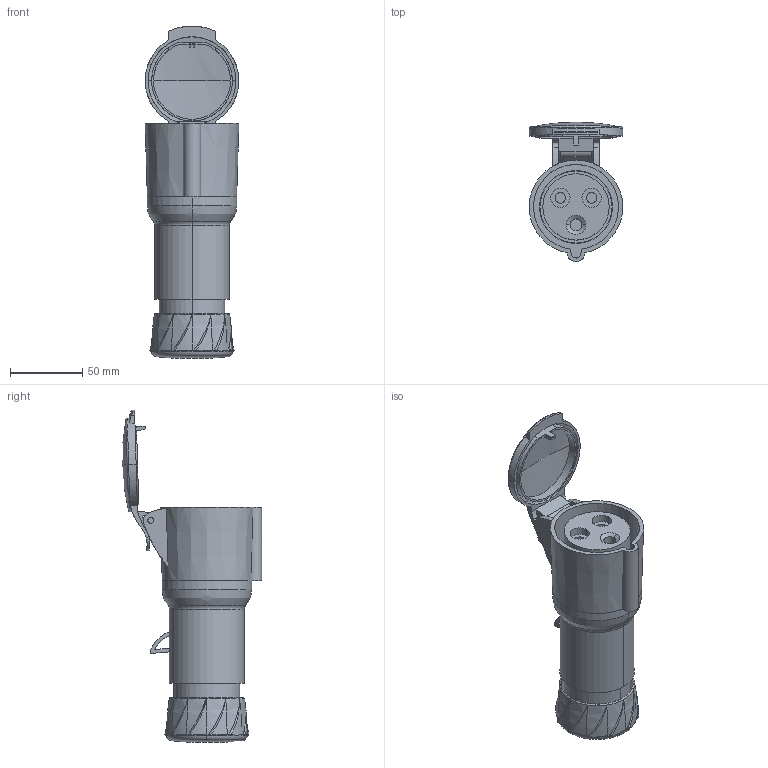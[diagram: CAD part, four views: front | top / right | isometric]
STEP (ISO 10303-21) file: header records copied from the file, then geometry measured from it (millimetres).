
FILE_DESCRIPTION((''),'2;1');
FILE_NAME('PKF32M423_3D-SIMPLIFIED_ASM','2022-11-08T09:09:13',('melanie.cordero'),(''),'CREO PARAMETRIC BY PTC INC, 2018260','CREO PARAMETRIC BY PTC INC, 2018260','');
FILE_SCHEMA(('CONFIG_CONTROL_DESIGN'));
Length unit declared in the file: millimetre
Products named in the file (8): PRT1; PRT2; PRT0001; PRT0002; PRT0003; BAS-2; PRT0004; PKF32M423_3D-SIMPLIFIED_ASM
Assembly tree (7 placements, depth 2):
  PKF32M423_3D-SIMPLIFIED_ASM
    PRT1
    PRT2
    PRT0001
    PRT0002
    PRT0003
    BAS-2
    PRT0004
Bounding box: 65 x 96.64 x 230.39 mm (x, y, z)
Volume: 239605.5 mm3; surface area: 114883 mm2
Topology: 8 solids, 8 shells, 321 faces, 884 edges, 591 vertices
Faces by surface type: cylinder 127, plane 99, torus 38, bspline 30, cone 15, sphere 6, extrusion 5, revolution 1
Entity records: 13756 total; most frequent: CARTESIAN_POINT 5486, ORIENTED_EDGE 1760, DIRECTION 1675, EDGE_CURVE 880, AXIS2_PLACEMENT_3D 687, VERTEX_POINT 591, CIRCLE 387, EDGE_LOOP 357
